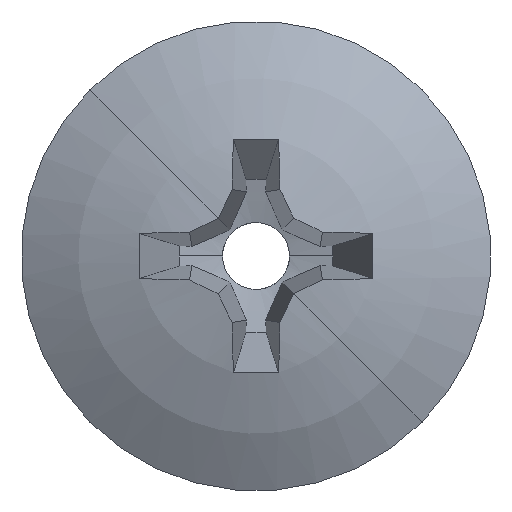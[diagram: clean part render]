
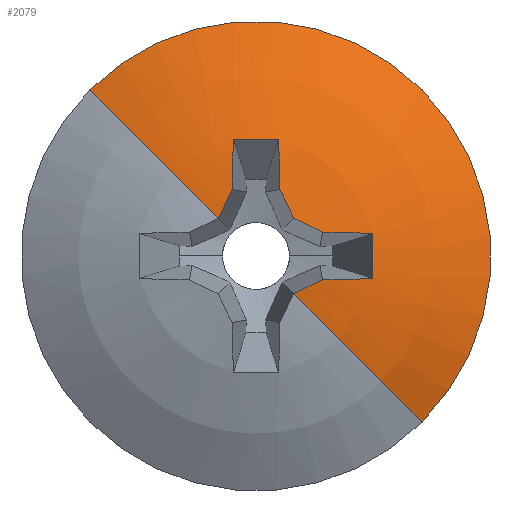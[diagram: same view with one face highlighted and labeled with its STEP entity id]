
A CAD part, left-side view. The second image highlights one B-rep face of the part: STEP entity #2079.
In plain terms, the highlighted spherical face has radius 8.795 mm.
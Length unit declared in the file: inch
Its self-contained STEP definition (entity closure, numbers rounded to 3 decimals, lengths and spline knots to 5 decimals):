
#720=CARTESIAN_POINT('',(-0.12562,-0.04971,
0.02338));
#721=CARTESIAN_POINT('',(-0.12573,-0.04936,
0.02237));
#722=CARTESIAN_POINT('',(-0.12596,-0.04866,
0.02037));
#723=CARTESIAN_POINT('',(-0.12627,-0.04762,
0.0174));
#724=CARTESIAN_POINT('',(-0.12655,-0.04659,
0.01446));
#725=CARTESIAN_POINT('',(-0.1268,-0.04556,
0.01155));
#726=CARTESIAN_POINT('',(-0.12702,-0.04454,
0.00866));
#727=CARTESIAN_POINT('',(-0.12721,-0.04352,
0.00578));
#728=CARTESIAN_POINT('',(-0.12737,-0.04249,
0.0029));
#729=CARTESIAN_POINT('',(-0.12747,-0.04181,
0.00097));
#730=CARTESIAN_POINT('',(-0.12751,-0.04146,0.));
#732=CARTESIAN_POINT('',(0.21277,0.01856,
0.01856));
#733=DIRECTION('',(-0.131,0.701,0.701));
#734=DIRECTION('',(-0.98,-0.198,0.014));
#735=AXIS2_PLACEMENT_3D('',#732,#733,#734);
#737=CARTESIAN_POINT('',(0.19741,0.03114,
-0.03114));
#738=DIRECTION('',(-0.393,0.65,-0.65));
#739=DIRECTION('',(-0.918,-0.314,0.242));
#740=AXIS2_PLACEMENT_3D('',#737,#738,#739);
#742=CARTESIAN_POINT('',(0.21277,-0.01856,
-0.01856));
#743=DIRECTION('',(0.131,0.701,0.701));
#744=DIRECTION('',(-0.98,-0.014,0.198));
#745=AXIS2_PLACEMENT_3D('',#742,#743,#744);
#747=CARTESIAN_POINT('',(-0.12751,0.,0.04146));
#748=CARTESIAN_POINT('',(-0.1274,-0.00254,
0.04237));
#749=CARTESIAN_POINT('',(-0.12712,-0.00759,
0.04417));
#750=CARTESIAN_POINT('',(-0.12653,-0.01497,
0.04677));
#751=CARTESIAN_POINT('',(-0.12596,-0.0205,
0.04871));
#752=CARTESIAN_POINT('',(-0.12562,-0.02338,
0.04971));
#754=CARTESIAN_POINT('',(-0.12562,0.02338,
0.04971));
#755=CARTESIAN_POINT('',(-0.12596,0.02047,
0.0487));
#756=CARTESIAN_POINT('',(-0.12654,0.01492,
0.04676));
#757=CARTESIAN_POINT('',(-0.12712,0.00752,
0.04414));
#758=CARTESIAN_POINT('',(-0.1274,0.00251,
0.04236));
#759=CARTESIAN_POINT('',(-0.12751,0.,0.04146));
#761=CARTESIAN_POINT('',(0.21277,0.01856,
-0.01856));
#762=DIRECTION('',(0.131,-0.701,0.701));
#763=DIRECTION('',(-0.957,0.096,0.275));
#764=AXIS2_PLACEMENT_3D('',#761,#762,#763);
#766=CARTESIAN_POINT('',(0.19741,-0.03114,
-0.03114));
#767=DIRECTION('',(0.393,0.65,0.65));
#768=DIRECTION('',(-0.918,0.314,0.242));
#769=AXIS2_PLACEMENT_3D('',#766,#767,#768);
#771=CARTESIAN_POINT('',(0.21277,-0.01856,
0.01856));
#772=DIRECTION('',(0.131,0.701,-0.701));
#773=DIRECTION('',(-0.98,0.198,0.014));
#774=AXIS2_PLACEMENT_3D('',#771,#772,#773);
#776=CARTESIAN_POINT('',(-0.12751,0.04146,0.));
#777=CARTESIAN_POINT('',(-0.12747,0.0418,
0.00097));
#778=CARTESIAN_POINT('',(-0.12738,0.04249,
0.00289));
#779=CARTESIAN_POINT('',(-0.12721,0.04353,
0.00579));
#780=CARTESIAN_POINT('',(-0.12702,0.04455,
0.00869));
#781=CARTESIAN_POINT('',(-0.1268,0.04558,
0.01159));
#782=CARTESIAN_POINT('',(-0.12655,0.0466,
0.01448));
#783=CARTESIAN_POINT('',(-0.12627,0.04762,
0.01738));
#784=CARTESIAN_POINT('',(-0.12597,0.04865,
0.02033));
#785=CARTESIAN_POINT('',(-0.12574,0.04935,
0.02235));
#786=CARTESIAN_POINT('',(-0.12562,0.04971,
0.02338));
#788=CARTESIAN_POINT('',(-0.078,0.,0.));
#789=DIRECTION('',(1.,0.,0.));
#790=DIRECTION('',(0.,1.,0.));
#791=AXIS2_PLACEMENT_3D('',#788,#789,#790);
#870=CARTESIAN_POINT('',(0.21625,0.,0.));
#871=DIRECTION('',(0.,0.,-1.));
#872=DIRECTION('',(-0.85,-0.527,0.));
#873=AXIS2_PLACEMENT_3D('',#870,#871,#872);
#880=CARTESIAN_POINT('',(0.21625,0.,0.));
#881=DIRECTION('',(0.,0.,1.));
#882=DIRECTION('',(-0.85,0.527,0.));
#883=AXIS2_PLACEMENT_3D('',#880,#881,#882);
#1303=CARTESIAN_POINT('',(-0.078,0.1825,0.));
#1305=VERTEX_POINT('',#1303);
#1307=CARTESIAN_POINT('',(-0.078,-0.1825,0.));
#1309=VERTEX_POINT('',#1307);
#1326=VERTEX_POINT('',#720);
#1327=VERTEX_POINT('',#730);
#1328=CARTESIAN_POINT('',(-0.11747,-0.07649,
0.05169));
#1329=VERTEX_POINT('',#1328);
#1330=CARTESIAN_POINT('',(-0.11747,-0.05169,
0.07649));
#1331=VERTEX_POINT('',#1330);
#1332=CARTESIAN_POINT('',(-0.12562,-0.02338,
0.04971));
#1333=VERTEX_POINT('',#1332);
#1334=VERTEX_POINT('',#747);
#1335=VERTEX_POINT('',#754);
#1336=CARTESIAN_POINT('',(-0.11747,0.05169,
0.07649));
#1337=VERTEX_POINT('',#1336);
#1338=CARTESIAN_POINT('',(-0.11747,0.07649,
0.05169));
#1339=VERTEX_POINT('',#1338);
#1340=CARTESIAN_POINT('',(-0.12562,0.04971,
0.02338));
#1341=VERTEX_POINT('',#1340);
#1342=VERTEX_POINT('',#776);
#2048=CARTESIAN_POINT('',(0.21625,0.,0.));
#2049=DIRECTION('',(1.,0.,0.));
#2050=DIRECTION('',(0.,-1.,0.));
#2051=AXIS2_PLACEMENT_3D('',#2048,#2049,#2050);
#2052=SPHERICAL_SURFACE('',#2051,0.34625);
#2054=ORIENTED_EDGE('',*,*,#2053,.F.);
#2055=ORIENTED_EDGE('',*,*,#2041,.T.);
#2056=ORIENTED_EDGE('',*,*,#2029,.T.);
#2058=ORIENTED_EDGE('',*,*,#2057,.F.);
#2060=ORIENTED_EDGE('',*,*,#2059,.F.);
#2062=ORIENTED_EDGE('',*,*,#2061,.F.);
#2064=ORIENTED_EDGE('',*,*,#2063,.F.);
#2066=ORIENTED_EDGE('',*,*,#2065,.F.);
#2068=ORIENTED_EDGE('',*,*,#2067,.F.);
#2070=ORIENTED_EDGE('',*,*,#2069,.F.);
#2072=ORIENTED_EDGE('',*,*,#2071,.F.);
#2074=ORIENTED_EDGE('',*,*,#2073,.T.);
#2076=ORIENTED_EDGE('',*,*,#2075,.T.);
#2077=EDGE_LOOP('',(#2054,#2055,#2056,#2058,#2060,#2062,#2064,#2066,#2068,#2070,
#2072,#2074,#2076));
#2078=FACE_OUTER_BOUND('',#2077,.F.);
#731=B_SPLINE_CURVE_WITH_KNOTS('',3,(#720,#721,#722,#723,#724,#725,#726,#727,
#728,#729,#730),.UNSPECIFIED.,.F.,.F.,(4,1,1,1,1,1,1,1,4),(0.,0.125,0.25,
0.375,0.5,0.625,0.75,0.875,1.),.UNSPECIFIED.);
#736=CIRCLE('',#735,0.34524);
#741=CIRCLE('',#740,0.34292);
#746=CIRCLE('',#745,0.34524);
#753=B_SPLINE_CURVE_WITH_KNOTS('',3,(#747,#748,#749,#750,#751,#752),
.UNSPECIFIED.,.F.,.F.,(4,1,1,4),(0.,0.33333,0.66667,1.),
.UNSPECIFIED.);
#760=B_SPLINE_CURVE_WITH_KNOTS('',3,(#754,#755,#756,#757,#758,#759),
.UNSPECIFIED.,.F.,.F.,(4,1,1,4),(0.,0.33333,0.66667,1.),
.UNSPECIFIED.);
#765=CIRCLE('',#764,0.34524);
#770=CIRCLE('',#769,0.34292);
#775=CIRCLE('',#774,0.34524);
#787=B_SPLINE_CURVE_WITH_KNOTS('',3,(#776,#777,#778,#779,#780,#781,#782,#783,
#784,#785,#786),.UNSPECIFIED.,.F.,.F.,(4,1,1,1,1,1,1,1,4),(0.,0.125,0.25,
0.375,0.5,0.625,0.75,0.875,1.),.UNSPECIFIED.);
#792=CIRCLE('',#791,0.1825);
#874=CIRCLE('',#873,0.34625);
#884=CIRCLE('',#883,0.34625);
#2029=EDGE_CURVE('',#1329,#1331,#741,.T.);
#2041=EDGE_CURVE('',#1326,#1329,#736,.T.);
#2053=EDGE_CURVE('',#1326,#1327,#731,.T.);
#2057=EDGE_CURVE('',#1333,#1331,#746,.T.);
#2059=EDGE_CURVE('',#1334,#1333,#753,.T.);
#2061=EDGE_CURVE('',#1335,#1334,#760,.T.);
#2063=EDGE_CURVE('',#1337,#1335,#765,.T.);
#2065=EDGE_CURVE('',#1339,#1337,#770,.T.);
#2067=EDGE_CURVE('',#1341,#1339,#775,.T.);
#2069=EDGE_CURVE('',#1342,#1341,#787,.T.);
#2071=EDGE_CURVE('',#1305,#1342,#884,.T.);
#2073=EDGE_CURVE('',#1305,#1309,#792,.T.);
#2075=EDGE_CURVE('',#1309,#1327,#874,.T.);
#2079=ADVANCED_FACE('',(#2078),#2052,.T.);
